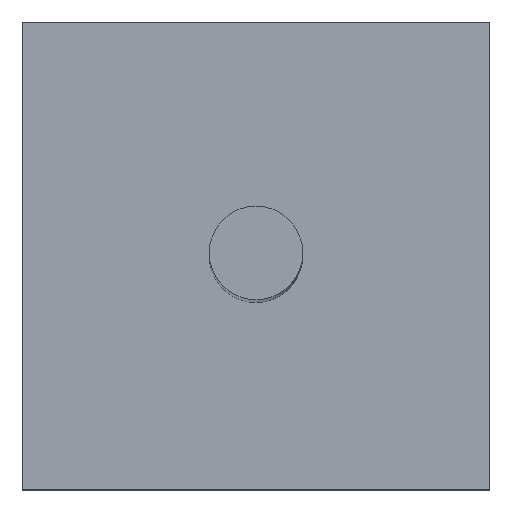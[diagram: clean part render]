
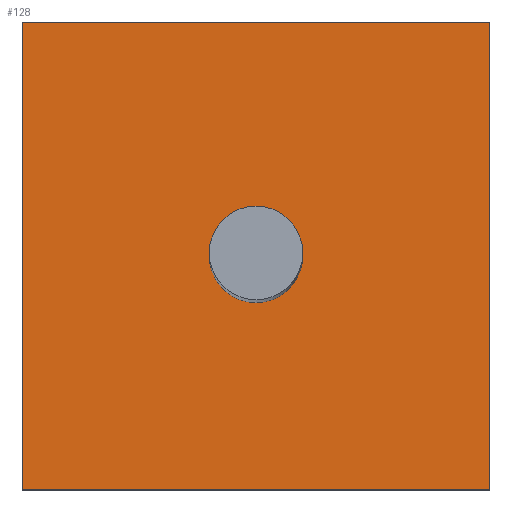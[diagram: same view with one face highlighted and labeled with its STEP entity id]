
A CAD part, top view. The second image highlights one B-rep face of the part: STEP entity #128.
In plain terms, the highlighted planar face has unit normal (0, 0, 1).
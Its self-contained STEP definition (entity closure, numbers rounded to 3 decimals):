
#16=FACE_BOUND('',#32,.T.);
#17=CIRCLE('',#151,5.);
#23=FACE_OUTER_BOUND('',#31,.T.);
#31=EDGE_LOOP('',(#103,#104,#105,#106));
#32=EDGE_LOOP('',(#107));
#38=LINE('',#199,#51);
#41=LINE('',#205,#54);
#44=LINE('',#211,#57);
#47=LINE('',#215,#60);
#51=VECTOR('',#162,10.);
#54=VECTOR('',#167,10.);
#57=VECTOR('',#172,10.);
#60=VECTOR('',#177,10.);
#64=VERTEX_POINT('',#196);
#65=VERTEX_POINT('',#198);
#67=VERTEX_POINT('',#204);
#69=VERTEX_POINT('',#210);
#70=VERTEX_POINT('',#217);
#74=EDGE_CURVE('',#65,#64,#38,.T.);
#77=EDGE_CURVE('',#67,#65,#41,.T.);
#80=EDGE_CURVE('',#69,#67,#44,.T.);
#83=EDGE_CURVE('',#64,#69,#47,.T.);
#84=EDGE_CURVE('',#70,#70,#17,.T.);
#103=ORIENTED_EDGE('',*,*,#83,.T.);
#104=ORIENTED_EDGE('',*,*,#80,.T.);
#105=ORIENTED_EDGE('',*,*,#77,.T.);
#106=ORIENTED_EDGE('',*,*,#74,.T.);
#107=ORIENTED_EDGE('',*,*,#84,.F.);
#121=PLANE('',#150);
#128=ADVANCED_FACE('',(#23,#16),#121,.T.);
#150=AXIS2_PLACEMENT_3D('',#216,#178,#179);
#151=AXIS2_PLACEMENT_3D('',#218,#180,#181);
#162=DIRECTION('',(-1.,0.,0.));
#167=DIRECTION('',(0.,1.,0.));
#172=DIRECTION('',(1.,0.,0.));
#177=DIRECTION('',(0.,-1.,0.));
#178=DIRECTION('center_axis',(0.,0.,1.));
#179=DIRECTION('ref_axis',(1.,0.,0.));
#180=DIRECTION('center_axis',(0.,0.,1.));
#181=DIRECTION('ref_axis',(1.,0.,0.));
#196=CARTESIAN_POINT('',(0.,50.,20.));
#198=CARTESIAN_POINT('',(50.,50.,20.));
#199=CARTESIAN_POINT('',(50.,50.,20.));
#204=CARTESIAN_POINT('',(50.,0.,20.));
#205=CARTESIAN_POINT('',(50.,0.,20.));
#210=CARTESIAN_POINT('',(0.,0.,20.));
#211=CARTESIAN_POINT('',(0.,0.,20.));
#215=CARTESIAN_POINT('',(0.,50.,20.));
#216=CARTESIAN_POINT('Origin',(25.,25.,20.));
#217=CARTESIAN_POINT('',(20.,25.,20.));
#218=CARTESIAN_POINT('Origin',(25.,25.,20.));
